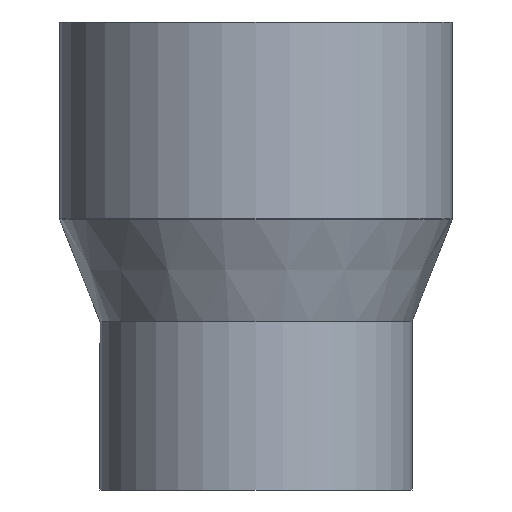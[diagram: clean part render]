
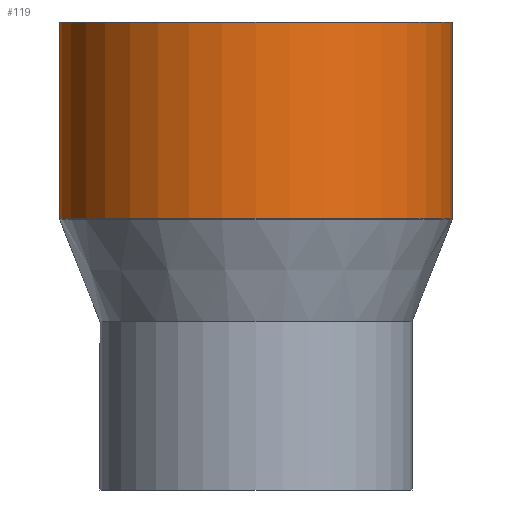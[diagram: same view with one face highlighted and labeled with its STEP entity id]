
A CAD part, front view. The second image highlights one B-rep face of the part: STEP entity #119.
In plain terms, the highlighted cylindrical face has radius 157.5 mm (diameter 315 mm), a partial arc.
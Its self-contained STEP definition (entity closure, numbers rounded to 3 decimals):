
#28 = FACE_OUTER_BOUND ( 'NONE', #315, .T. ) ;
#29 = ORIENTED_EDGE ( 'NONE', *, *, #42, .F. ) ;
#42 = EDGE_CURVE ( 'NONE', #181, #520, #547, .T. ) ;
#78 = DIRECTION ( 'NONE',  ( 0., 0., -1. ) ) ;
#82 = DIRECTION ( 'NONE',  ( -1., 0., 0. ) ) ;
#86 = DIRECTION ( 'NONE',  ( 0., 0., -1. ) ) ;
#87 = CIRCLE ( 'NONE', #611, 157.5 ) ;
#119 = ADVANCED_FACE ( 'NONE', ( #28 ), #227, .T. ) ;
#129 = EDGE_CURVE ( 'NONE', #555, #397, #87, .T. ) ;
#135 = CARTESIAN_POINT ( 'NONE',  ( 157.5, 0., 194.08 ) ) ;
#142 = VECTOR ( 'NONE', #290, 1000. ) ;
#181 = VERTEX_POINT ( 'NONE', #427 ) ;
#183 = DIRECTION ( 'NONE',  ( -1., 0., 0. ) ) ;
#199 = CARTESIAN_POINT ( 'NONE',  ( -157.5, 0., 194.08 ) ) ;
#205 = ORIENTED_EDGE ( 'NONE', *, *, #217, .T. ) ;
#212 = CARTESIAN_POINT ( 'NONE',  ( -157.5, 0., 36.462 ) ) ;
#213 = ORIENTED_EDGE ( 'NONE', *, *, #129, .T. ) ;
#217 = EDGE_CURVE ( 'NONE', #397, #520, #590, .T. ) ;
#227 = CYLINDRICAL_SURFACE ( 'NONE', #448, 157.5 ) ;
#273 = CARTESIAN_POINT ( 'NONE',  ( 0., 0., 36.462 ) ) ;
#287 = CARTESIAN_POINT ( 'NONE',  ( 0., 0., -16.533 ) ) ;
#290 = DIRECTION ( 'NONE',  ( 0., 0., -1. ) ) ;
#315 = EDGE_LOOP ( 'NONE', ( #486, #213, #205, #29 ) ) ;
#332 = CARTESIAN_POINT ( 'NONE',  ( 0., 0., 194.08 ) ) ;
#336 = CARTESIAN_POINT ( 'NONE',  ( -157.5, 0., -16.533 ) ) ;
#353 = EDGE_CURVE ( 'NONE', #555, #181, #608, .T. ) ;
#397 = VERTEX_POINT ( 'NONE', #199 ) ;
#413 = DIRECTION ( 'NONE',  ( -1., 0., 0. ) ) ;
#427 = CARTESIAN_POINT ( 'NONE',  ( 157.5, 0., 36.462 ) ) ;
#448 = AXIS2_PLACEMENT_3D ( 'NONE', #287, #86, #183 ) ;
#477 = DIRECTION ( 'NONE',  ( 0., 0., -1. ) ) ;
#486 = ORIENTED_EDGE ( 'NONE', *, *, #353, .F. ) ;
#520 = VERTEX_POINT ( 'NONE', #212 ) ;
#541 = DIRECTION ( 'NONE',  ( 0., 0., -1. ) ) ;
#547 = CIRCLE ( 'NONE', #629, 157.5 ) ;
#555 = VERTEX_POINT ( 'NONE', #135 ) ;
#590 = LINE ( 'NONE', #336, #631 ) ;
#608 = LINE ( 'NONE', #649, #142 ) ;
#611 = AXIS2_PLACEMENT_3D ( 'NONE', #332, #78, #82 ) ;
#629 = AXIS2_PLACEMENT_3D ( 'NONE', #273, #477, #413 ) ;
#631 = VECTOR ( 'NONE', #541, 1000. ) ;
#649 = CARTESIAN_POINT ( 'NONE',  ( 157.5, 0., -16.533 ) ) ;
